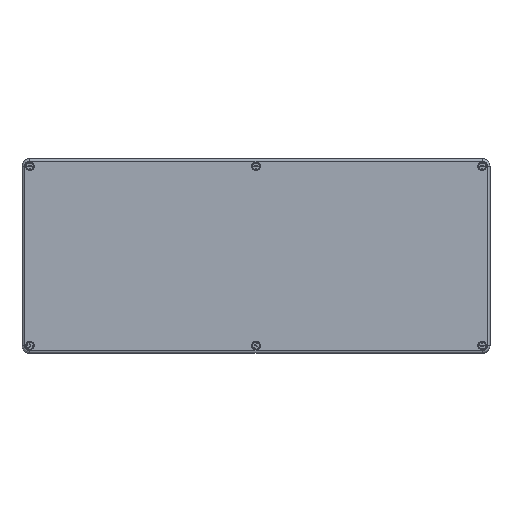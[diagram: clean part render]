
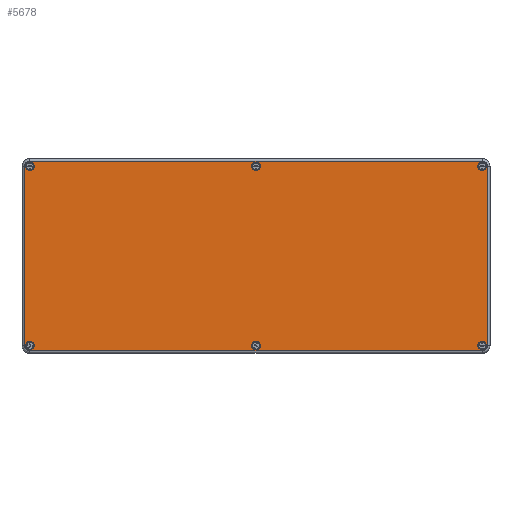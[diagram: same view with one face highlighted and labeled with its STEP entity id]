
A CAD part, top view. The second image highlights one B-rep face of the part: STEP entity #5678.
In plain terms, the highlighted face is planar.
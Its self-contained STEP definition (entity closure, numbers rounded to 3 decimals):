
#79=FACE_BOUND('',#1815,.T.);
#80=FACE_BOUND('',#1816,.T.);
#81=FACE_BOUND('',#1817,.T.);
#82=FACE_BOUND('',#1818,.T.);
#83=FACE_BOUND('',#1819,.T.);
#84=FACE_BOUND('',#1820,.T.);
#329=PLANE('',#6217);
#553=LINE('',#9310,#959);
#554=LINE('',#9312,#960);
#556=LINE('',#9317,#962);
#557=LINE('',#9319,#963);
#959=VECTOR('',#7256,1000.);
#960=VECTOR('',#7259,1000.);
#962=VECTOR('',#7267,1000.);
#963=VECTOR('',#7270,1000.);
#1435=FACE_OUTER_BOUND('',#1814,.T.);
#1814=EDGE_LOOP('',(#4380,#4381,#4382,#4383,#4384,#4385,#4386,#4387));
#1815=EDGE_LOOP('',(#4388));
#1816=EDGE_LOOP('',(#4389));
#1817=EDGE_LOOP('',(#4390));
#1818=EDGE_LOOP('',(#4391));
#1819=EDGE_LOOP('',(#4392));
#1820=EDGE_LOOP('',(#4393));
#2360=CIRCLE('',#6192,6.559);
#2362=CIRCLE('',#6195,6.559);
#2366=CIRCLE('',#6201,6.559);
#2372=CIRCLE('',#6210,6.559);
#2374=CIRCLE('',#6218,5.5);
#2375=CIRCLE('',#6219,5.5);
#2376=CIRCLE('',#6220,5.5);
#2377=CIRCLE('',#6221,5.5);
#2378=CIRCLE('',#6222,5.5);
#2379=CIRCLE('',#6223,5.5);
#2788=VERTEX_POINT('',#9271);
#2789=VERTEX_POINT('',#9273);
#2790=VERTEX_POINT('',#9277);
#2791=VERTEX_POINT('',#9278);
#2793=VERTEX_POINT('',#9287);
#2794=VERTEX_POINT('',#9288);
#2798=VERTEX_POINT('',#9303);
#2799=VERTEX_POINT('',#9305);
#2800=VERTEX_POINT('',#9320);
#2801=VERTEX_POINT('',#9322);
#2802=VERTEX_POINT('',#9324);
#2803=VERTEX_POINT('',#9326);
#2804=VERTEX_POINT('',#9328);
#2805=VERTEX_POINT('',#9330);
#3407=EDGE_CURVE('',#2788,#2789,#2360,.T.);
#3409=EDGE_CURVE('',#2790,#2791,#2362,.T.);
#3414=EDGE_CURVE('',#2793,#2794,#2366,.T.);
#3423=EDGE_CURVE('',#2798,#2799,#2372,.T.);
#3426=EDGE_CURVE('',#2789,#2791,#553,.T.);
#3427=EDGE_CURVE('',#2798,#2793,#554,.T.);
#3429=EDGE_CURVE('',#2790,#2794,#556,.T.);
#3430=EDGE_CURVE('',#2788,#2799,#557,.T.);
#3431=EDGE_CURVE('',#2800,#2800,#2374,.T.);
#3432=EDGE_CURVE('',#2801,#2801,#2375,.T.);
#3433=EDGE_CURVE('',#2802,#2802,#2376,.T.);
#3434=EDGE_CURVE('',#2803,#2803,#2377,.T.);
#3435=EDGE_CURVE('',#2804,#2804,#2378,.T.);
#3436=EDGE_CURVE('',#2805,#2805,#2379,.T.);
#4380=ORIENTED_EDGE('',*,*,#3429,.F.);
#4381=ORIENTED_EDGE('',*,*,#3409,.T.);
#4382=ORIENTED_EDGE('',*,*,#3426,.F.);
#4383=ORIENTED_EDGE('',*,*,#3407,.F.);
#4384=ORIENTED_EDGE('',*,*,#3430,.T.);
#4385=ORIENTED_EDGE('',*,*,#3423,.F.);
#4386=ORIENTED_EDGE('',*,*,#3427,.T.);
#4387=ORIENTED_EDGE('',*,*,#3414,.T.);
#4388=ORIENTED_EDGE('',*,*,#3431,.T.);
#4389=ORIENTED_EDGE('',*,*,#3432,.T.);
#4390=ORIENTED_EDGE('',*,*,#3433,.T.);
#4391=ORIENTED_EDGE('',*,*,#3434,.T.);
#4392=ORIENTED_EDGE('',*,*,#3435,.T.);
#4393=ORIENTED_EDGE('',*,*,#3436,.T.);
#5678=ADVANCED_FACE('',(#1435,#79,#80,#81,#82,#83,#84),#329,.F.);
#6192=AXIS2_PLACEMENT_3D('',#9274,#7209,#7210);
#6195=AXIS2_PLACEMENT_3D('',#9279,#7215,#7216);
#6201=AXIS2_PLACEMENT_3D('',#9289,#7228,#7229);
#6210=AXIS2_PLACEMENT_3D('',#9306,#7249,#7250);
#6217=AXIS2_PLACEMENT_3D('',#9318,#7268,#7269);
#6218=AXIS2_PLACEMENT_3D('',#9321,#7271,#7272);
#6219=AXIS2_PLACEMENT_3D('',#9323,#7273,#7274);
#6220=AXIS2_PLACEMENT_3D('',#9325,#7275,#7276);
#6221=AXIS2_PLACEMENT_3D('',#9327,#7277,#7278);
#6222=AXIS2_PLACEMENT_3D('',#9329,#7279,#7280);
#6223=AXIS2_PLACEMENT_3D('',#9331,#7281,#7282);
#7209=DIRECTION('center_axis',(0.,0.,1.));
#7210=DIRECTION('ref_axis',(1.,0.,0.));
#7215=DIRECTION('center_axis',(0.,0.,-1.));
#7216=DIRECTION('ref_axis',(-1.,0.,0.));
#7228=DIRECTION('center_axis',(0.,0.,-1.));
#7229=DIRECTION('ref_axis',(-1.,0.,0.));
#7249=DIRECTION('center_axis',(0.,0.,1.));
#7250=DIRECTION('ref_axis',(1.,0.,0.));
#7256=DIRECTION('',(-1.,0.,0.));
#7259=DIRECTION('',(-1.,0.,0.));
#7267=DIRECTION('',(0.,-1.,0.));
#7268=DIRECTION('center_axis',(0.,0.,1.));
#7269=DIRECTION('ref_axis',(1.,0.,0.));
#7270=DIRECTION('',(0.,-1.,0.));
#7271=DIRECTION('center_axis',(0.,0.,1.));
#7272=DIRECTION('ref_axis',(1.,0.,0.));
#7273=DIRECTION('center_axis',(0.,0.,1.));
#7274=DIRECTION('ref_axis',(1.,0.,0.));
#7275=DIRECTION('center_axis',(0.,0.,1.));
#7276=DIRECTION('ref_axis',(1.,0.,0.));
#7277=DIRECTION('center_axis',(0.,0.,1.));
#7278=DIRECTION('ref_axis',(1.,0.,0.));
#7279=DIRECTION('center_axis',(0.,0.,1.));
#7280=DIRECTION('ref_axis',(1.,0.,0.));
#7281=DIRECTION('center_axis',(0.,0.,1.));
#7282=DIRECTION('ref_axis',(1.,0.,0.));
#9271=CARTESIAN_POINT('',(296.559,115.,0.));
#9273=CARTESIAN_POINT('',(290.,121.559,0.));
#9274=CARTESIAN_POINT('Origin',(290.,115.,0.));
#9277=CARTESIAN_POINT('',(-296.559,115.,0.));
#9278=CARTESIAN_POINT('',(-290.,121.559,0.));
#9279=CARTESIAN_POINT('Origin',(-290.,115.,0.));
#9287=CARTESIAN_POINT('',(-290.,-121.559,0.));
#9288=CARTESIAN_POINT('',(-296.559,-115.,0.));
#9289=CARTESIAN_POINT('Origin',(-290.,-115.,0.));
#9303=CARTESIAN_POINT('',(290.,-121.559,0.));
#9305=CARTESIAN_POINT('',(296.559,-115.,0.));
#9306=CARTESIAN_POINT('Origin',(290.,-115.,0.));
#9310=CARTESIAN_POINT('',(290.,121.559,0.));
#9312=CARTESIAN_POINT('',(290.,-121.559,0.));
#9317=CARTESIAN_POINT('',(-296.559,115.,0.));
#9318=CARTESIAN_POINT('Origin',(296.559,115.,0.));
#9319=CARTESIAN_POINT('',(296.559,115.,0.));
#9320=CARTESIAN_POINT('',(295.5,115.,0.));
#9321=CARTESIAN_POINT('Origin',(290.,115.,0.));
#9322=CARTESIAN_POINT('',(5.5,115.,0.));
#9323=CARTESIAN_POINT('Origin',(0.,115.,0.));
#9324=CARTESIAN_POINT('',(-284.5,115.,0.));
#9325=CARTESIAN_POINT('Origin',(-290.,115.,0.));
#9326=CARTESIAN_POINT('',(-284.5,-115.,0.));
#9327=CARTESIAN_POINT('Origin',(-290.,-115.,0.));
#9328=CARTESIAN_POINT('',(5.5,-115.,0.));
#9329=CARTESIAN_POINT('Origin',(0.,-115.,0.));
#9330=CARTESIAN_POINT('',(295.5,-115.,0.));
#9331=CARTESIAN_POINT('Origin',(290.,-115.,0.));
